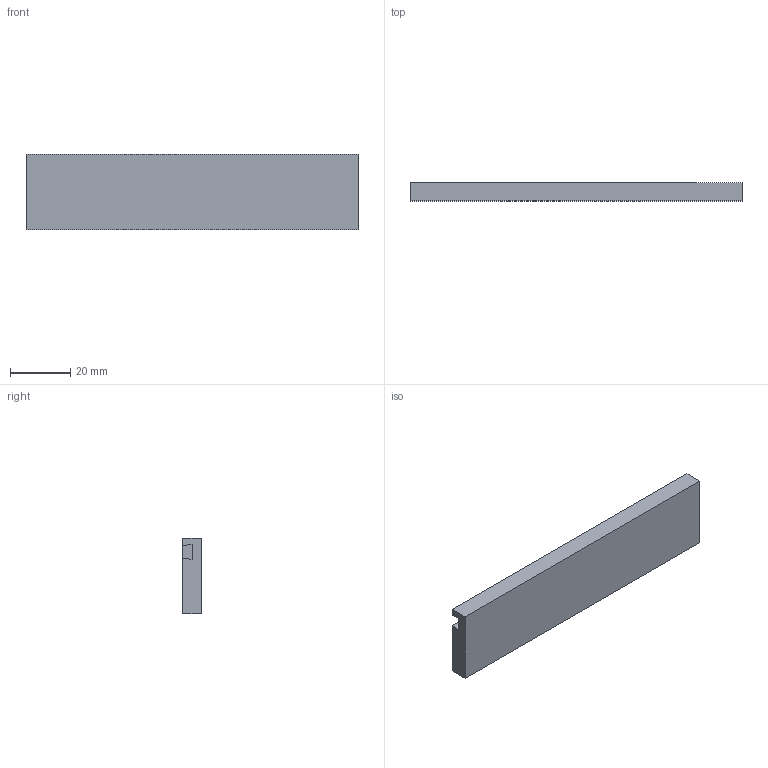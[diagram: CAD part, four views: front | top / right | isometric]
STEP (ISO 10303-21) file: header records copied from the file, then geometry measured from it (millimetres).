
FILE_DESCRIPTION (( 'STEP AP214' ), '1' );
FILE_NAME ('178-230_elasto.STEP', '2022-08-01T08:14:42', ( '' ), ( '' ), 'SwSTEP 2.0', 'SolidWorks 2020', '' );
FILE_SCHEMA (( 'AUTOMOTIVE_DESIGN' ));
Length unit declared in the file: millimetre
Products named in the file (1): 178-230_elasto
Bounding box: 110 x 6 x 25 mm (x, y, z)
Volume: 15006.5 mm3; surface area: 8120.1 mm2
Topology: 1 solids, 1 shells, 68 faces, 190 edges, 122 vertices
Faces by surface type: cylinder 46, plane 12, bspline 6, cone 4
Entity records: 5716 total; most frequent: CARTESIAN_POINT 4259, ORIENTED_EDGE 372, DIRECTION 222, EDGE_CURVE 186, VERTEX_POINT 122, LINE 80, VECTOR 80, AXIS2_PLACEMENT_3D 71
